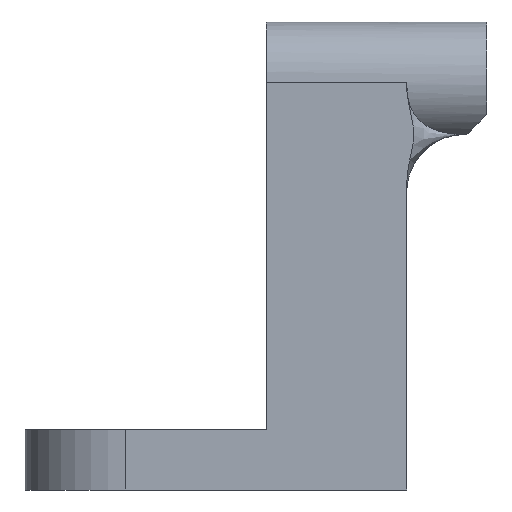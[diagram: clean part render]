
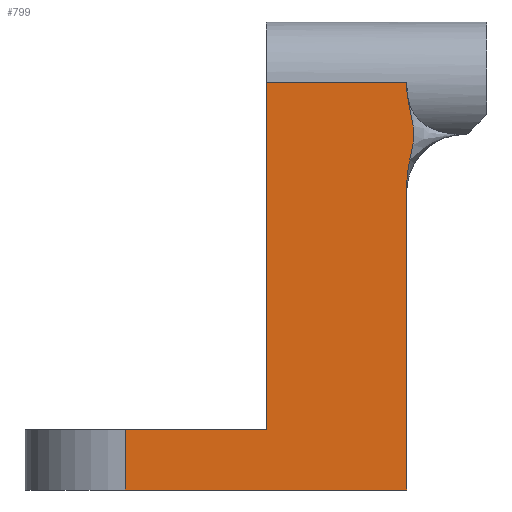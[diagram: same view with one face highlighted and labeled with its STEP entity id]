
A CAD part, left-side view. The second image highlights one B-rep face of the part: STEP entity #799.
In plain terms, the highlighted planar face has unit normal (-1, 0, 0).
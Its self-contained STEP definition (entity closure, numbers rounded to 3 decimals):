
#30=B_SPLINE_CURVE_WITH_KNOTS('',3,(#1355,#1356,#1357,#1358,#1359,#1360,
#1361,#1362,#1363,#1364,#1365),.UNSPECIFIED.,.F.,.F.,(4,2,3,2,4),(2.5,
2.585,2.736,2.887,2.973),
 .UNSPECIFIED.);
#120=FACE_OUTER_BOUND('',#166,.T.);
#166=EDGE_LOOP('',(#666,#667,#668,#669,#670,#671,#672,#673));
#195=LINE('',#1205,#255);
#208=LINE('',#1368,#268);
#212=LINE('',#1441,#272);
#224=LINE('',#1478,#284);
#236=LINE('',#1512,#296);
#237=LINE('',#1514,#297);
#238=LINE('',#1515,#298);
#255=VECTOR('',#942,10.);
#268=VECTOR('',#1009,10.);
#272=VECTOR('',#1033,10.);
#284=VECTOR('',#1067,10.);
#296=VECTOR('',#1099,10.);
#297=VECTOR('',#1102,10.);
#298=VECTOR('',#1103,10.);
#322=VERTEX_POINT('',#1202);
#323=VERTEX_POINT('',#1204);
#348=VERTEX_POINT('',#1352);
#349=VERTEX_POINT('',#1354);
#356=VERTEX_POINT('',#1440);
#369=VERTEX_POINT('',#1475);
#370=VERTEX_POINT('',#1477);
#382=VERTEX_POINT('',#1510);
#402=EDGE_CURVE('',#323,#322,#195,.T.);
#438=EDGE_CURVE('',#348,#349,#30,.T.);
#440=EDGE_CURVE('',#323,#348,#208,.T.);
#452=EDGE_CURVE('',#349,#356,#212,.T.);
#471=EDGE_CURVE('',#370,#369,#224,.T.);
#489=EDGE_CURVE('',#382,#369,#236,.T.);
#490=EDGE_CURVE('',#356,#382,#237,.T.);
#491=EDGE_CURVE('',#370,#322,#238,.T.);
#666=ORIENTED_EDGE('',*,*,#489,.F.);
#667=ORIENTED_EDGE('',*,*,#490,.F.);
#668=ORIENTED_EDGE('',*,*,#452,.F.);
#669=ORIENTED_EDGE('',*,*,#438,.F.);
#670=ORIENTED_EDGE('',*,*,#440,.F.);
#671=ORIENTED_EDGE('',*,*,#402,.T.);
#672=ORIENTED_EDGE('',*,*,#491,.F.);
#673=ORIENTED_EDGE('',*,*,#471,.T.);
#763=PLANE('',#896);
#799=ADVANCED_FACE('',(#120),#763,.T.);
#896=AXIS2_PLACEMENT_3D('',#1513,#1100,#1101);
#942=DIRECTION('',(0.,1.,0.));
#1009=DIRECTION('',(0.,0.,-1.));
#1033=DIRECTION('',(0.,0.,-1.));
#1067=DIRECTION('',(0.,1.,0.));
#1099=DIRECTION('',(0.,0.,1.));
#1100=DIRECTION('center_axis',(-1.,0.,0.));
#1101=DIRECTION('ref_axis',(0.,0.,1.));
#1102=DIRECTION('',(0.,1.,0.));
#1103=DIRECTION('',(0.,0.,1.));
#1202=CARTESIAN_POINT('',(-24.925,7.,0.));
#1204=CARTESIAN_POINT('',(-24.925,0.,0.));
#1205=CARTESIAN_POINT('',(-24.925,0.,0.));
#1352=CARTESIAN_POINT('',(-24.925,0.,-0.12));
#1354=CARTESIAN_POINT('',(-24.925,0.,-5.08));
#1355=CARTESIAN_POINT('Ctrl Pts',(-24.925,0.,-0.12));
#1356=CARTESIAN_POINT('Ctrl Pts',(-24.925,0.,-0.404));
#1357=CARTESIAN_POINT('Ctrl Pts',(-24.925,-0.039,-0.743));
#1358=CARTESIAN_POINT('Ctrl Pts',(-24.925,-0.183,-1.518));
#1359=CARTESIAN_POINT('Ctrl Pts',(-24.925,-0.358,-2.096));
#1360=CARTESIAN_POINT('Ctrl Pts',(-24.925,-0.358,-2.6));
#1361=CARTESIAN_POINT('Ctrl Pts',(-24.925,-0.358,-3.104));
#1362=CARTESIAN_POINT('Ctrl Pts',(-24.925,-0.183,-3.682));
#1363=CARTESIAN_POINT('Ctrl Pts',(-24.925,-0.039,-4.457));
#1364=CARTESIAN_POINT('Ctrl Pts',(-24.925,0.,-4.796));
#1365=CARTESIAN_POINT('Ctrl Pts',(-24.925,0.,-5.08));
#1368=CARTESIAN_POINT('',(-24.925,0.,3.));
#1440=CARTESIAN_POINT('',(-24.925,0.,-20.3));
#1441=CARTESIAN_POINT('',(-24.925,0.,3.));
#1475=CARTESIAN_POINT('',(-24.925,14.,-17.3));
#1477=CARTESIAN_POINT('',(-24.925,7.,-17.3));
#1478=CARTESIAN_POINT('',(-24.925,0.,-17.3));
#1510=CARTESIAN_POINT('',(-24.925,14.,-20.3));
#1512=CARTESIAN_POINT('',(-24.925,14.,-19.55));
#1513=CARTESIAN_POINT('Origin',(-24.925,0.,-20.3));
#1514=CARTESIAN_POINT('',(-24.925,0.,-20.3));
#1515=CARTESIAN_POINT('',(-24.925,7.,3.));
